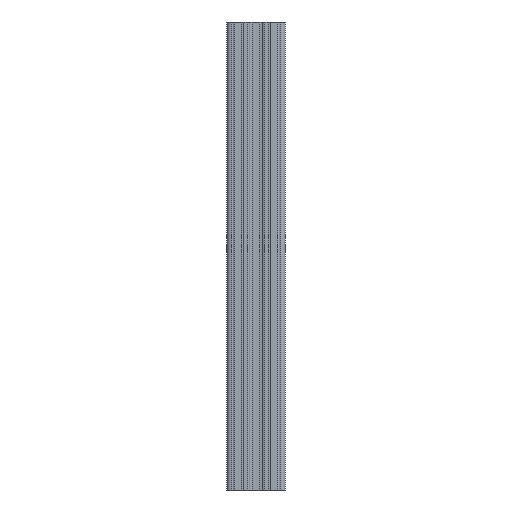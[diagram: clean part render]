
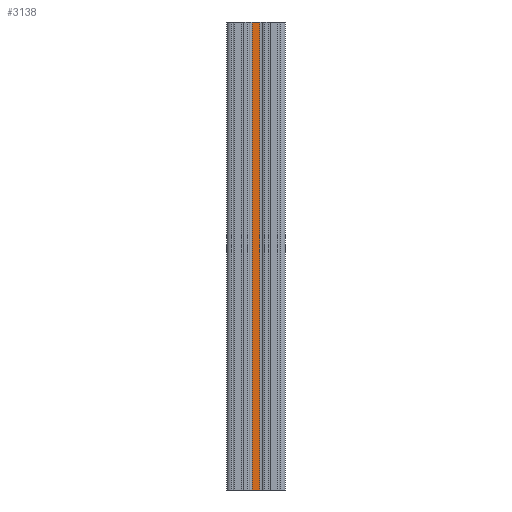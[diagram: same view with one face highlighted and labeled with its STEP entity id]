
A CAD part, left-side view. The second image highlights one B-rep face of the part: STEP entity #3138.
In plain terms, the highlighted planar face has unit normal (-1, 0, 0).
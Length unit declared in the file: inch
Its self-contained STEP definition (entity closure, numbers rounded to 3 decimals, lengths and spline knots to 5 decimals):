
#367=ORIENTED_EDGE('',*,*,#1305,.F.);
#368=ORIENTED_EDGE('',*,*,#1306,.F.);
#369=ORIENTED_EDGE('',*,*,#1307,.T.);
#370=ORIENTED_EDGE('',*,*,#1303,.T.);
#1303=EDGE_CURVE('',#1760,#1759,#2080,.T.);
#1305=EDGE_CURVE('',#1761,#1759,#2081,.T.);
#1306=EDGE_CURVE('',#1762,#1761,#2082,.T.);
#1307=EDGE_CURVE('',#1762,#1760,#2083,.T.);
#1759=VERTEX_POINT('',#4746);
#1760=VERTEX_POINT('',#4748);
#1761=VERTEX_POINT('',#4752);
#1762=VERTEX_POINT('',#4754);
#2080=LINE('',#4747,#2408);
#2081=LINE('',#4751,#2409);
#2082=LINE('',#4753,#2410);
#2083=LINE('',#4755,#2411);
#2408=VECTOR('',#3777,39.37008);
#2409=VECTOR('',#3782,39.37008);
#2410=VECTOR('',#3783,39.37008);
#2411=VECTOR('',#3784,39.37008);
#2704=EDGE_LOOP('',(#367,#368,#369,#370));
#2878=FACE_BOUND('',#2704,.T.);
#3038=PLANE('',#3342);
#3138=ADVANCED_FACE('',(#2878),#3038,.T.);
#3342=AXIS2_PLACEMENT_3D('',#4750,#3780,#3781);
#3777=DIRECTION('',(0.,0.,1.));
#3780=DIRECTION('',(-1.,0.,0.));
#3781=DIRECTION('',(0.,0.,1.));
#3782=DIRECTION('',(0.,-1.,0.));
#3783=DIRECTION('',(0.,0.,1.));
#3784=DIRECTION('',(0.,-1.,0.));
#4746=CARTESIAN_POINT('',(-0.266,-0.10253,0.));
#4747=CARTESIAN_POINT('',(-0.266,-0.10253,-12.));
#4748=CARTESIAN_POINT('',(-0.266,-0.10253,-12.));
#4750=CARTESIAN_POINT('',(-0.266,0.10253,-12.));
#4751=CARTESIAN_POINT('',(-0.266,0.10253,0.));
#4752=CARTESIAN_POINT('',(-0.266,0.10253,0.));
#4753=CARTESIAN_POINT('',(-0.266,0.10253,-12.));
#4754=CARTESIAN_POINT('',(-0.266,0.10253,-12.));
#4755=CARTESIAN_POINT('',(-0.266,0.10253,-12.));
